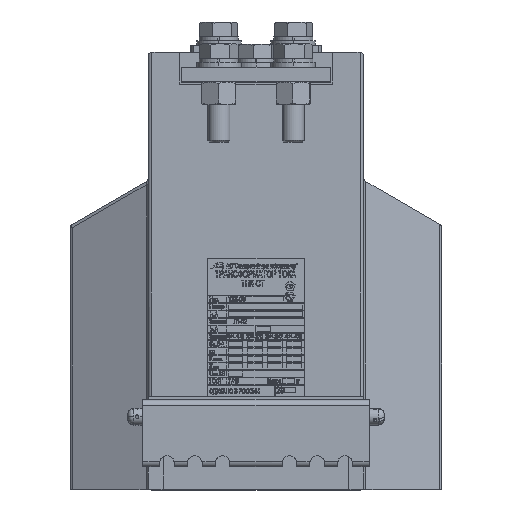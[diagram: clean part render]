
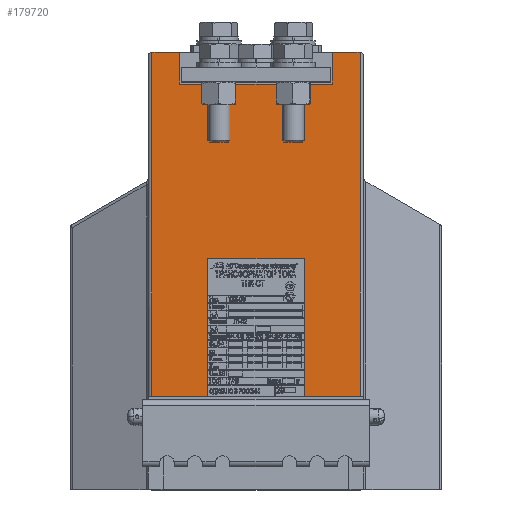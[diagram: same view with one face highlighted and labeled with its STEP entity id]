
A CAD part, top view. The second image highlights one B-rep face of the part: STEP entity #179720.
In plain terms, the highlighted planar face has unit normal (0, 0, 1).
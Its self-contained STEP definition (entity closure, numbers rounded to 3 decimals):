
#3601 = DIRECTION ( 'NONE',  ( 1., 0., 0. ) ) ;
#4585 = CARTESIAN_POINT ( 'NONE',  ( 58., 235., 130. ) ) ;
#5892 = CARTESIAN_POINT ( 'NONE',  ( -41., 235., 130. ) ) ;
#8581 = CARTESIAN_POINT ( 'NONE',  ( 58., 235., 130. ) ) ;
#11961 = VECTOR ( 'NONE', #130985, 1000. ) ;
#12119 = CARTESIAN_POINT ( 'NONE',  ( 41., 218., 130. ) ) ;
#16728 = LINE ( 'NONE', #8581, #11961 ) ;
#19766 = VERTEX_POINT ( 'NONE', #70165 ) ;
#22789 = VECTOR ( 'NONE', #115289, 1000. ) ;
#25713 = VECTOR ( 'NONE', #187835, 1000. ) ;
#34677 = EDGE_CURVE ( 'NONE', #115799, #123568, #35595, .T. ) ;
#35595 = LINE ( 'NONE', #153363, #152886 ) ;
#36711 = EDGE_CURVE ( 'NONE', #47831, #19766, #149655, .T. ) ;
#38607 = VERTEX_POINT ( 'NONE', #176958 ) ;
#39748 = EDGE_CURVE ( 'NONE', #54628, #38607, #188478, .T. ) ;
#44025 = CARTESIAN_POINT ( 'NONE',  ( 41., 218., 130. ) ) ;
#45317 = EDGE_CURVE ( 'NONE', #115799, #95050, #154739, .T. ) ;
#46793 = ORIENTED_EDGE ( 'NONE', *, *, #153432, .T. ) ;
#47831 = VERTEX_POINT ( 'NONE', #44025 ) ;
#50771 = VERTEX_POINT ( 'NONE', #170277 ) ;
#54628 = VERTEX_POINT ( 'NONE', #5892 ) ;
#57583 = EDGE_CURVE ( 'NONE', #123568, #19766, #16728, .T. ) ;
#63738 = ORIENTED_EDGE ( 'NONE', *, *, #57583, .T. ) ;
#64435 = PLANE ( 'NONE',  #160596 ) ;
#68767 = EDGE_CURVE ( 'NONE', #50771, #47831, #130648, .T. ) ;
#70165 = CARTESIAN_POINT ( 'NONE',  ( 41., 235., 130. ) ) ;
#75639 = VECTOR ( 'NONE', #138191, 1000. ) ;
#76876 = CARTESIAN_POINT ( 'NONE',  ( 56., 50., 130. ) ) ;
#88336 = DIRECTION ( 'NONE',  ( 1., 0., 0. ) ) ;
#93632 = CARTESIAN_POINT ( 'NONE',  ( -56., 50., 130. ) ) ;
#94020 = ORIENTED_EDGE ( 'NONE', *, *, #36711, .F. ) ;
#95050 = VERTEX_POINT ( 'NONE', #93632 ) ;
#95155 = DIRECTION ( 'NONE',  ( 0., 0., 1. ) ) ;
#99850 = CARTESIAN_POINT ( 'NONE',  ( -56., 50., 130. ) ) ;
#104142 = LINE ( 'NONE', #99850, #22789 ) ;
#105973 = DIRECTION ( 'NONE',  ( -1., 0., 0. ) ) ;
#108864 = VECTOR ( 'NONE', #182661, 1000. ) ;
#112028 = FACE_OUTER_BOUND ( 'NONE', #167505, .T. ) ;
#115289 = DIRECTION ( 'NONE',  ( 0., -1., 0. ) ) ;
#115799 = VERTEX_POINT ( 'NONE', #76876 ) ;
#122837 = CARTESIAN_POINT ( 'NONE',  ( -41., 218., 130. ) ) ;
#123568 = VERTEX_POINT ( 'NONE', #183974 ) ;
#125777 = ORIENTED_EDGE ( 'NONE', *, *, #39748, .T. ) ;
#125832 = VECTOR ( 'NONE', #88336, 1000. ) ;
#130648 = LINE ( 'NONE', #12119, #125832 ) ;
#130985 = DIRECTION ( 'NONE',  ( -1., 0., 0. ) ) ;
#138191 = DIRECTION ( 'NONE',  ( 0., 1., 0. ) ) ;
#149655 = LINE ( 'NONE', #167335, #108864 ) ;
#152886 = VECTOR ( 'NONE', #184095, 1000. ) ;
#153205 = EDGE_CURVE ( 'NONE', #50771, #54628, #197745, .T. ) ;
#153363 = CARTESIAN_POINT ( 'NONE',  ( 56., 235., 130. ) ) ;
#153432 = EDGE_CURVE ( 'NONE', #38607, #95050, #104142, .T. ) ;
#154739 = LINE ( 'NONE', #167646, #190625 ) ;
#160596 = AXIS2_PLACEMENT_3D ( 'NONE', #171472, #95155, #3601 ) ;
#164970 = ORIENTED_EDGE ( 'NONE', *, *, #153205, .T. ) ;
#167335 = CARTESIAN_POINT ( 'NONE',  ( 41., 218., 130. ) ) ;
#167505 = EDGE_LOOP ( 'NONE', ( #125777, #46793, #196270, #177961, #63738, #94020, #176159, #164970 ) ) ;
#167646 = CARTESIAN_POINT ( 'NONE',  ( -58., 50., 130. ) ) ;
#170277 = CARTESIAN_POINT ( 'NONE',  ( -41., 218., 130. ) ) ;
#171472 = CARTESIAN_POINT ( 'NONE',  ( 0., 0., 130. ) ) ;
#176159 = ORIENTED_EDGE ( 'NONE', *, *, #68767, .F. ) ;
#176958 = CARTESIAN_POINT ( 'NONE',  ( -56., 235., 130. ) ) ;
#177961 = ORIENTED_EDGE ( 'NONE', *, *, #34677, .T. ) ;
#179720 = ADVANCED_FACE ( 'NONE', ( #112028 ), #64435, .T. ) ;
#182661 = DIRECTION ( 'NONE',  ( 0., 1., 0. ) ) ;
#183974 = CARTESIAN_POINT ( 'NONE',  ( 56., 235., 130. ) ) ;
#184095 = DIRECTION ( 'NONE',  ( 0., 1., 0. ) ) ;
#187835 = DIRECTION ( 'NONE',  ( -1., 0., 0. ) ) ;
#188478 = LINE ( 'NONE', #4585, #25713 ) ;
#190625 = VECTOR ( 'NONE', #105973, 1000. ) ;
#196270 = ORIENTED_EDGE ( 'NONE', *, *, #45317, .F. ) ;
#197745 = LINE ( 'NONE', #122837, #75639 ) ;
